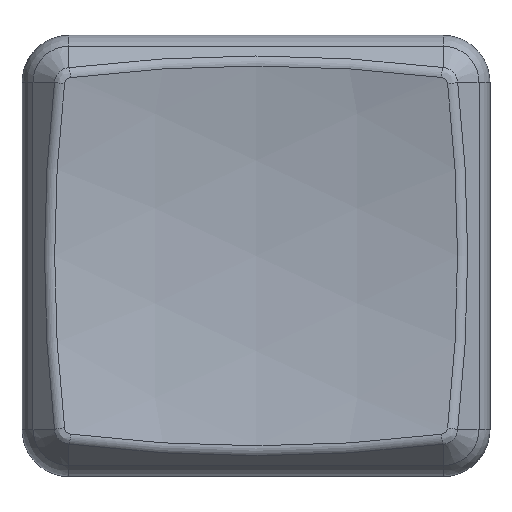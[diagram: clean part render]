
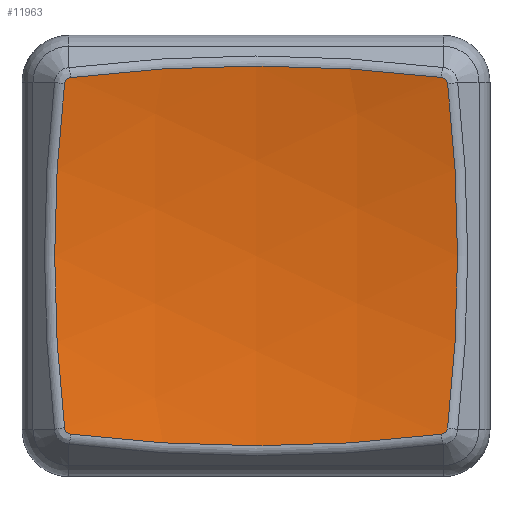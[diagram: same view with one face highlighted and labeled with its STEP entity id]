
A CAD part, top view. The second image highlights one B-rep face of the part: STEP entity #11963.
In plain terms, the highlighted spherical face has radius 41.615 mm.
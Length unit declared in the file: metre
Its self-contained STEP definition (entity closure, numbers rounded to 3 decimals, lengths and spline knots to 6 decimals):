
#165=SPHERICAL_SURFACE('',#12902,0.041615);
#226=B_SPLINE_CURVE_WITH_KNOTS('',3,(#18445,#18446,#18447,#18448,#18449),
 .UNSPECIFIED.,.F.,.F.,(4,1,4),(0.,0.015357,
0.035832),.UNSPECIFIED.);
#227=B_SPLINE_CURVE_WITH_KNOTS('',3,(#18453,#18454,#18455,#18456,#18457),
 .UNSPECIFIED.,.F.,.F.,(4,1,4),(0.,0.015702,0.036638),
 .UNSPECIFIED.);
#228=B_SPLINE_CURVE_WITH_KNOTS('',3,(#18461,#18462,#18463,#18464,#18465),
 .UNSPECIFIED.,.F.,.F.,(4,1,4),(0.,0.020936,
0.036638),.UNSPECIFIED.);
#229=B_SPLINE_CURVE_WITH_KNOTS('',3,(#18469,#18470,#18471,#18472,#18473),
 .UNSPECIFIED.,.F.,.F.,(4,1,4),(0.,0.020475,0.035832),
 .UNSPECIFIED.);
#521=CIRCLE('',#12903,0.036192);
#522=CIRCLE('',#12904,0.035965);
#523=CIRCLE('',#12905,0.036174);
#524=CIRCLE('',#12906,0.035965);
#1821=ORIENTED_EDGE('',*,*,#4964,.F.);
#1822=ORIENTED_EDGE('',*,*,#4965,.F.);
#1823=ORIENTED_EDGE('',*,*,#4966,.F.);
#1824=ORIENTED_EDGE('',*,*,#4967,.F.);
#1825=ORIENTED_EDGE('',*,*,#4968,.F.);
#1826=ORIENTED_EDGE('',*,*,#4969,.F.);
#1827=ORIENTED_EDGE('',*,*,#4970,.F.);
#1828=ORIENTED_EDGE('',*,*,#4971,.F.);
#4964=EDGE_CURVE('',#6575,#6576,#521,.T.);
#4965=EDGE_CURVE('',#6577,#6575,#226,.T.);
#4966=EDGE_CURVE('',#6578,#6577,#522,.T.);
#4967=EDGE_CURVE('',#6579,#6578,#227,.T.);
#4968=EDGE_CURVE('',#6580,#6579,#523,.T.);
#4969=EDGE_CURVE('',#6581,#6580,#228,.T.);
#4970=EDGE_CURVE('',#6582,#6581,#524,.T.);
#4971=EDGE_CURVE('',#6576,#6582,#229,.T.);
#6575=VERTEX_POINT('',#18443);
#6576=VERTEX_POINT('',#18444);
#6577=VERTEX_POINT('',#18450);
#6578=VERTEX_POINT('',#18452);
#6579=VERTEX_POINT('',#18458);
#6580=VERTEX_POINT('',#18460);
#6581=VERTEX_POINT('',#18466);
#6582=VERTEX_POINT('',#18468);
#10108=EDGE_LOOP('',(#1821,#1822,#1823,#1824,#1825,#1826,#1827,#1828));
#10844=FACE_BOUND('',#10108,.T.);
#11963=ADVANCED_FACE('',(#10844),#165,.F.);
#12902=AXIS2_PLACEMENT_3D('',#18441,#14558,#14559);
#12903=AXIS2_PLACEMENT_3D('',#18442,#14560,#14561);
#12904=AXIS2_PLACEMENT_3D('',#18451,#14562,#14563);
#12905=AXIS2_PLACEMENT_3D('',#18459,#14564,#14565);
#12906=AXIS2_PLACEMENT_3D('',#18467,#14566,#14567);
#14558=DIRECTION('',(1.,0.,0.));
#14559=DIRECTION('',(0.,-1.,0.));
#14560=DIRECTION('',(0.766,0.,-0.643));
#14561=DIRECTION('',(-0.643,0.,-0.766));
#14562=DIRECTION('',(0.,0.766,-0.643));
#14563=DIRECTION('',(-0.001,-0.643,-0.766));
#14564=DIRECTION('',(-0.766,0.,-0.643));
#14565=DIRECTION('',(0.643,0.,-0.766));
#14566=DIRECTION('',(0.,-0.766,-0.643));
#14567=DIRECTION('',(-0.001,0.643,-0.766));
#18441=CARTESIAN_POINT('',(0.000021,0.,0.044486));
#18442=CARTESIAN_POINT('',(0.015756,0.,0.031282));
#18443=CARTESIAN_POINT('',(-0.007139,-0.006413,0.003996));
#18444=CARTESIAN_POINT('',(-0.007139,0.006413,0.003996));
#18445=CARTESIAN_POINT('',(-0.006908,-0.006646,0.003994));
#18446=CARTESIAN_POINT('',(-0.006958,-0.00664,0.004001));
#18447=CARTESIAN_POINT('',(-0.007071,-0.006592,0.004013));
#18448=CARTESIAN_POINT('',(-0.007132,-0.00648,0.004005));
#18449=CARTESIAN_POINT('',(-0.007139,-0.006413,0.003996));
#18450=CARTESIAN_POINT('',(-0.006908,-0.006646,0.003994));
#18451=CARTESIAN_POINT('',(0.000021,0.016038,0.031028));
#18452=CARTESIAN_POINT('',(0.006909,-0.006651,0.003987));
#18453=CARTESIAN_POINT('',(0.007145,-0.006413,0.00399));
#18454=CARTESIAN_POINT('',(0.007139,-0.006464,0.003997));
#18455=CARTESIAN_POINT('',(0.00709,-0.006581,0.004007));
#18456=CARTESIAN_POINT('',(0.006977,-0.006643,0.003998));
#18457=CARTESIAN_POINT('',(0.006909,-0.006651,0.003987));
#18458=CARTESIAN_POINT('',(0.007145,-0.006413,0.00399));
#18459=CARTESIAN_POINT('',(-0.015739,0.,0.031262));
#18460=CARTESIAN_POINT('',(0.007145,0.006413,0.00399));
#18461=CARTESIAN_POINT('',(0.006909,0.006651,0.003987));
#18462=CARTESIAN_POINT('',(0.006977,0.006643,0.003998));
#18463=CARTESIAN_POINT('',(0.00709,0.006581,0.004007));
#18464=CARTESIAN_POINT('',(0.007139,0.006464,0.003997));
#18465=CARTESIAN_POINT('',(0.007145,0.006413,0.00399));
#18466=CARTESIAN_POINT('',(0.006909,0.006651,0.003987));
#18467=CARTESIAN_POINT('',(0.000021,-0.016038,0.031028));
#18468=CARTESIAN_POINT('',(-0.006908,0.006646,0.003994));
#18469=CARTESIAN_POINT('',(-0.007139,0.006413,0.003996));
#18470=CARTESIAN_POINT('',(-0.007132,0.00648,0.004005));
#18471=CARTESIAN_POINT('',(-0.007071,0.006592,0.004013));
#18472=CARTESIAN_POINT('',(-0.006958,0.00664,0.004001));
#18473=CARTESIAN_POINT('',(-0.006908,0.006646,0.003994));
